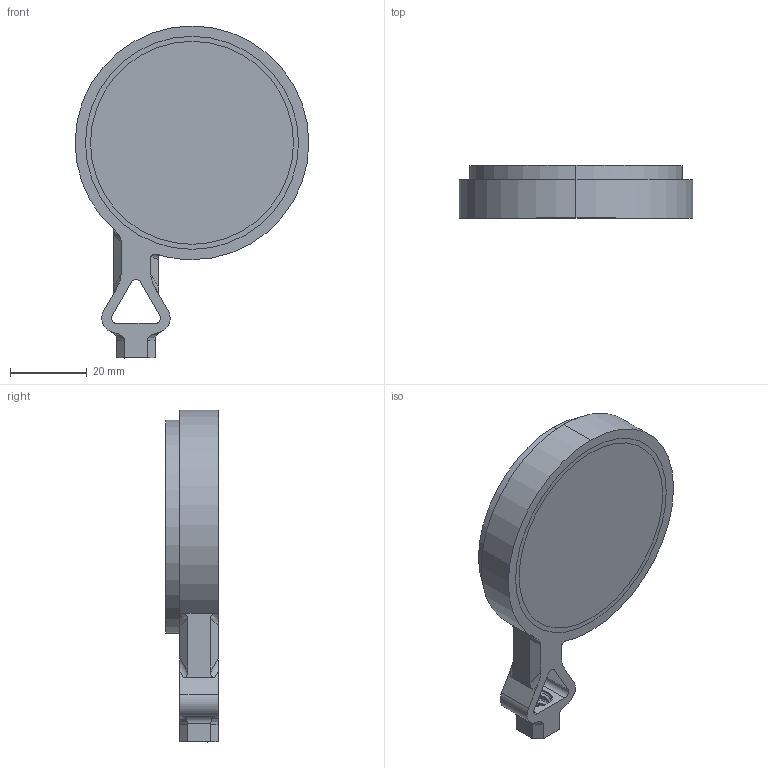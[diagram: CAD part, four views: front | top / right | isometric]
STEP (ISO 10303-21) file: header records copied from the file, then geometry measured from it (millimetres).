
FILE_DESCRIPTION (( 'STEP AP203' ), '1' );
FILE_NAME ('PetriDish_56mm.STEP', '2018-03-11T19:03:29', ( '' ), ( '' ), 'SwSTEP 2.0', 'SolidWorks 2014', '' );
FILE_SCHEMA (( 'CONFIG_CONTROL_DESIGN' ));
Length unit declared in the file: millimetre
Products named in the file (1): PetriDish_56mm
Bounding box: 60.9 x 13.7 x 86.52 mm (x, y, z)
Volume: 11927.2 mm3; surface area: 16110.5 mm2
Topology: 2 solids, 2 shells, 73 faces, 201 edges, 134 vertices
Faces by surface type: cylinder 31, plane 25, bspline 13, cone 4
Entity records: 8366 total; most frequent: CARTESIAN_POINT 6607, ORIENTED_EDGE 402, DIRECTION 283, EDGE_CURVE 201, VERTEX_POINT 134, AXIS2_PLACEMENT_3D 101, VECTOR 81, LINE 81
